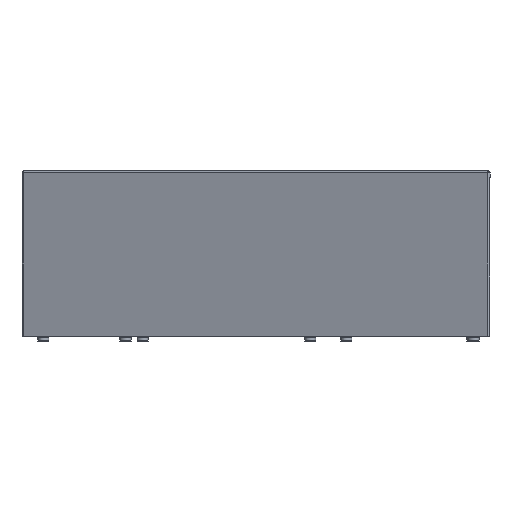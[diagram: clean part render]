
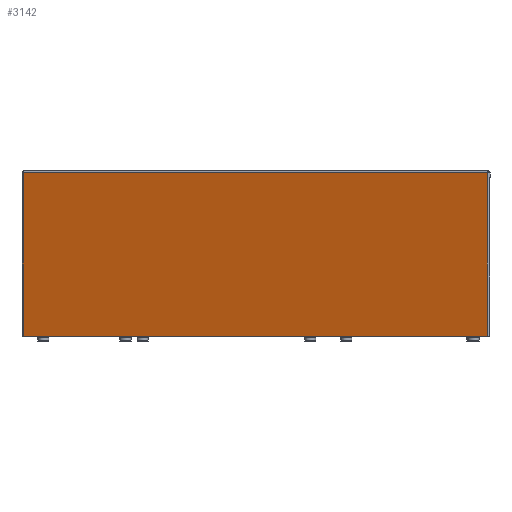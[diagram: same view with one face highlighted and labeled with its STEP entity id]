
A CAD part, front view. The second image highlights one B-rep face of the part: STEP entity #3142.
In plain terms, the highlighted planar face has unit normal (-0.371, -0.928, 0).
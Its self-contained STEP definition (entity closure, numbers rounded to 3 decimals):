
#2360=CARTESIAN_POINT('',(-845.6,-566.76,-7.));
#2361=VERTEX_POINT('',#2360);
#2369=CARTESIAN_POINT('',(840.4,-1241.16,-7.0));
#2370=VERTEX_POINT('',#2369);
#2371=CARTESIAN_POINT('',(-845.6,-566.76,-7.));
#2372=DIRECTION('',(0.928,-0.371,0.0));
#2373=VECTOR('',#2372,1815.878);
#2374=LINE('',#2371,#2373);
#2375=EDGE_CURVE('',#2361,#2370,#2374,.T.);
#3112=CARTESIAN_POINT('',(-850.0,-565.0,0.0));
#3113=DIRECTION('',(0.371,0.928,0.0));
#3114=DIRECTION('',(0.0,0.0,1.0));
#3115=AXIS2_PLACEMENT_3D('',#3112,#3113,#3114);
#3116=PLANE('',#3115);
#3117=CARTESIAN_POINT('',(840.4,-1241.16,-600.));
#3118=VERTEX_POINT('',#3117);
#3119=CARTESIAN_POINT('',(840.4,-1241.16,-7.0));
#3120=DIRECTION('',(0.0,0.0,-1.0));
#3121=VECTOR('',#3120,593.);
#3122=LINE('',#3119,#3121);
#3123=EDGE_CURVE('',#2370,#3118,#3122,.T.);
#3124=ORIENTED_EDGE('',*,*,#3123,.F.);
#3125=ORIENTED_EDGE('',*,*,#2375,.F.);
#3126=CARTESIAN_POINT('',(-845.6,-566.76,-600.0));
#3127=VERTEX_POINT('',#3126);
#3128=CARTESIAN_POINT('',(-845.6,-566.76,-7.));
#3129=DIRECTION('',(0.0,0.0,-1.0));
#3130=VECTOR('',#3129,593.0);
#3131=LINE('',#3128,#3130);
#3132=EDGE_CURVE('',#3127,#2361,#3131,.F.);
#3133=ORIENTED_EDGE('',*,*,#3132,.F.);
#3134=CARTESIAN_POINT('',(-845.6,-566.76,-600.0));
#3135=DIRECTION('',(0.928,-0.371,0.0));
#3136=VECTOR('',#3135,1815.878);
#3137=LINE('',#3134,#3136);
#3138=EDGE_CURVE('',#3127,#3118,#3137,.T.);
#3139=ORIENTED_EDGE('',*,*,#3138,.T.);
#3140=EDGE_LOOP('',(#3124,#3125,#3133,#3139));
#3141=FACE_OUTER_BOUND('',#3140,.T.);
#3142=ADVANCED_FACE('',(#3141),#3116,.F.);
